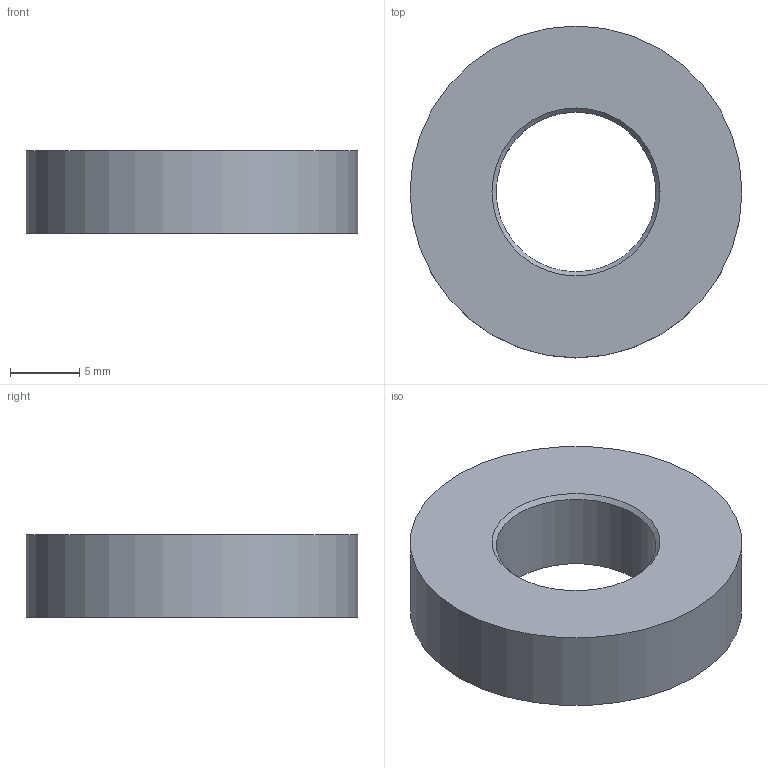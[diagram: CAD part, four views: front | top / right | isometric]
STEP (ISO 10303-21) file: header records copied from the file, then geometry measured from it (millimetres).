
FILE_DESCRIPTION(('Open CASCADE Model'),'2;1');
FILE_NAME('Open CASCADE Shape Model','2025-01-16T01:11:46',('Author'),( 'Open CASCADE'),'Open CASCADE STEP processor 7.7','Open CASCADE 7.7' ,'Unknown');
FILE_SCHEMA(('AUTOMOTIVE_DESIGN { 1 0 10303 214 1 1 1 1 }'));
Length unit declared in the file: millimetre
Products named in the file (1): Open CASCADE STEP translator 7.7 1
Bounding box: 24 x 24 x 6 mm (x, y, z)
Volume: 1545.8 mm3; surface area: 1876.6 mm2
Topology: 1 solids, 1 shells, 29 faces, 44 edges, 29 vertices
Faces by surface type: plane 14, cylinder 14, cone 1
Full cylindrical faces by diameter (mm): 4.16 x12, 11.55 x1, 24 x1
Entity records: 1249 total; most frequent: DIRECTION 217, CARTESIAN_POINT 205, ORIENTED_EDGE 88, PCURVE 88, DEFINITIONAL_REPRESENTATION 88, LINE 73, VECTOR 73, AXIS2_PLACEMENT_3D 59
